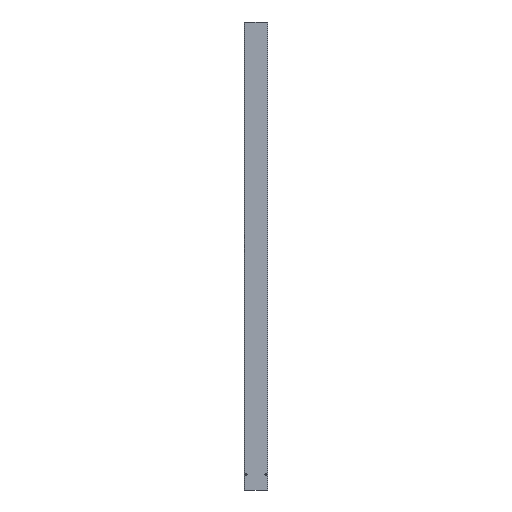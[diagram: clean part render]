
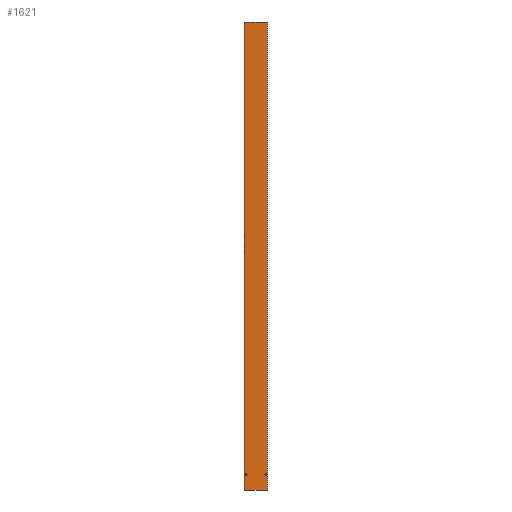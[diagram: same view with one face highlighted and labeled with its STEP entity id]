
A CAD part, front view. The second image highlights one B-rep face of the part: STEP entity #1621.
In plain terms, the highlighted planar face has unit normal (0, -1, 0).
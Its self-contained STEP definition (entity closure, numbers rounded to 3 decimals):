
#2 = CARTESIAN_POINT ( 'NONE',  ( 72.25, -0.75, 3000. ) ) ;
#4 = EDGE_LOOP ( 'NONE', ( #1808, #80 ) ) ;
#36 = CARTESIAN_POINT ( 'NONE',  ( 62., -0.75, 95. ) ) ;
#80 = ORIENTED_EDGE ( 'NONE', *, *, #240, .F. ) ;
#90 = LINE ( 'NONE', #1813, #519 ) ;
#158 = CARTESIAN_POINT ( 'NONE',  ( -73.25, -0.75, 3000. ) ) ;
#167 = VERTEX_POINT ( 'NONE', #472 ) ;
#168 = EDGE_LOOP ( 'NONE', ( #1780, #1062, #215, #934 ) ) ;
#179 = FACE_OUTER_BOUND ( 'NONE', #168, .T. ) ;
#215 = ORIENTED_EDGE ( 'NONE', *, *, #1563, .F. ) ;
#225 = DIRECTION ( 'NONE',  ( 0., -1., 0. ) ) ;
#240 = EDGE_CURVE ( 'NONE', #1834, #1570, #1033, .T. ) ;
#245 = AXIS2_PLACEMENT_3D ( 'NONE', #511, #525, #1560 ) ;
#259 = VERTEX_POINT ( 'NONE', #1461 ) ;
#290 = CARTESIAN_POINT ( 'NONE',  ( -62., -0.75, 100. ) ) ;
#321 = EDGE_CURVE ( 'NONE', #167, #858, #1795, .T. ) ;
#344 = CIRCLE ( 'NONE', #245, 5. ) ;
#382 = VECTOR ( 'NONE', #913, 1000. ) ;
#384 = AXIS2_PLACEMENT_3D ( 'NONE', #696, #691, #398 ) ;
#387 = VERTEX_POINT ( 'NONE', #517 ) ;
#389 = EDGE_CURVE ( 'NONE', #1570, #1834, #1270, .T. ) ;
#398 = DIRECTION ( 'NONE',  ( 0., 0., 1. ) ) ;
#411 = EDGE_CURVE ( 'NONE', #387, #957, #1768, .T. ) ;
#451 = FACE_BOUND ( 'NONE', #735, .T. ) ;
#472 = CARTESIAN_POINT ( 'NONE',  ( 62., -0.75, 105. ) ) ;
#511 = CARTESIAN_POINT ( 'NONE',  ( 62., -0.75, 100. ) ) ;
#517 = CARTESIAN_POINT ( 'NONE',  ( -72.25, -0.75, 3000. ) ) ;
#519 = VECTOR ( 'NONE', #1807, 1000. ) ;
#525 = DIRECTION ( 'NONE',  ( 0., -1., 0. ) ) ;
#559 = VECTOR ( 'NONE', #564, 1000. ) ;
#564 = DIRECTION ( 'NONE',  ( 0., 0., -1. ) ) ;
#623 = VERTEX_POINT ( 'NONE', #2 ) ;
#642 = DIRECTION ( 'NONE',  ( 0., -1., 0. ) ) ;
#677 = LINE ( 'NONE', #158, #382 ) ;
#691 = DIRECTION ( 'NONE',  ( 0., 1., 0. ) ) ;
#696 = CARTESIAN_POINT ( 'NONE',  ( -73.25, -0.75, 3000. ) ) ;
#735 = EDGE_LOOP ( 'NONE', ( #1773, #1158 ) ) ;
#819 = CARTESIAN_POINT ( 'NONE',  ( -62., -0.75, 100. ) ) ;
#851 = PLANE ( 'NONE',  #384 ) ;
#858 = VERTEX_POINT ( 'NONE', #36 ) ;
#891 = CARTESIAN_POINT ( 'NONE',  ( -62., -0.75, 95. ) ) ;
#913 = DIRECTION ( 'NONE',  ( 1., 0., 0. ) ) ;
#934 = ORIENTED_EDGE ( 'NONE', *, *, #411, .T. ) ;
#955 = EDGE_CURVE ( 'NONE', #957, #259, #90, .T. ) ;
#957 = VERTEX_POINT ( 'NONE', #1361 ) ;
#964 = LINE ( 'NONE', #1277, #559 ) ;
#1033 = CIRCLE ( 'NONE', #1764, 5. ) ;
#1036 = AXIS2_PLACEMENT_3D ( 'NONE', #1530, #642, #1676 ) ;
#1062 = ORIENTED_EDGE ( 'NONE', *, *, #1705, .F. ) ;
#1103 = DIRECTION ( 'NONE',  ( 0., 0., -1. ) ) ;
#1158 = ORIENTED_EDGE ( 'NONE', *, *, #321, .F. ) ;
#1166 = DIRECTION ( 'NONE',  ( 0., 0., -1. ) ) ;
#1190 = FACE_BOUND ( 'NONE', #4, .T. ) ;
#1247 = VECTOR ( 'NONE', #1850, 1000. ) ;
#1270 = CIRCLE ( 'NONE', #1672, 5. ) ;
#1277 = CARTESIAN_POINT ( 'NONE',  ( 72.25, -0.75, 3000. ) ) ;
#1322 = DIRECTION ( 'NONE',  ( 0., -1., 0. ) ) ;
#1361 = CARTESIAN_POINT ( 'NONE',  ( -72.25, -0.75, 0. ) ) ;
#1386 = EDGE_CURVE ( 'NONE', #858, #167, #344, .T. ) ;
#1461 = CARTESIAN_POINT ( 'NONE',  ( 72.25, -0.75, 0. ) ) ;
#1530 = CARTESIAN_POINT ( 'NONE',  ( 62., -0.75, 100. ) ) ;
#1560 = DIRECTION ( 'NONE',  ( 0., 0., -1. ) ) ;
#1563 = EDGE_CURVE ( 'NONE', #387, #623, #677, .T. ) ;
#1570 = VERTEX_POINT ( 'NONE', #891 ) ;
#1621 = ADVANCED_FACE ( 'NONE', ( #451, #1190, #179 ), #851, .F. ) ;
#1672 = AXIS2_PLACEMENT_3D ( 'NONE', #819, #225, #1103 ) ;
#1676 = DIRECTION ( 'NONE',  ( 0., 0., -1. ) ) ;
#1703 = CARTESIAN_POINT ( 'NONE',  ( -72.25, -0.75, 3000. ) ) ;
#1705 = EDGE_CURVE ( 'NONE', #623, #259, #964, .T. ) ;
#1764 = AXIS2_PLACEMENT_3D ( 'NONE', #290, #1322, #1166 ) ;
#1768 = LINE ( 'NONE', #1703, #1247 ) ;
#1773 = ORIENTED_EDGE ( 'NONE', *, *, #1386, .F. ) ;
#1780 = ORIENTED_EDGE ( 'NONE', *, *, #955, .T. ) ;
#1795 = CIRCLE ( 'NONE', #1036, 5. ) ;
#1807 = DIRECTION ( 'NONE',  ( 1., 0., 0. ) ) ;
#1808 = ORIENTED_EDGE ( 'NONE', *, *, #389, .F. ) ;
#1813 = CARTESIAN_POINT ( 'NONE',  ( -73.25, -0.75, 0. ) ) ;
#1834 = VERTEX_POINT ( 'NONE', #1917 ) ;
#1850 = DIRECTION ( 'NONE',  ( 0., 0., -1. ) ) ;
#1917 = CARTESIAN_POINT ( 'NONE',  ( -62., -0.75, 105. ) ) ;
